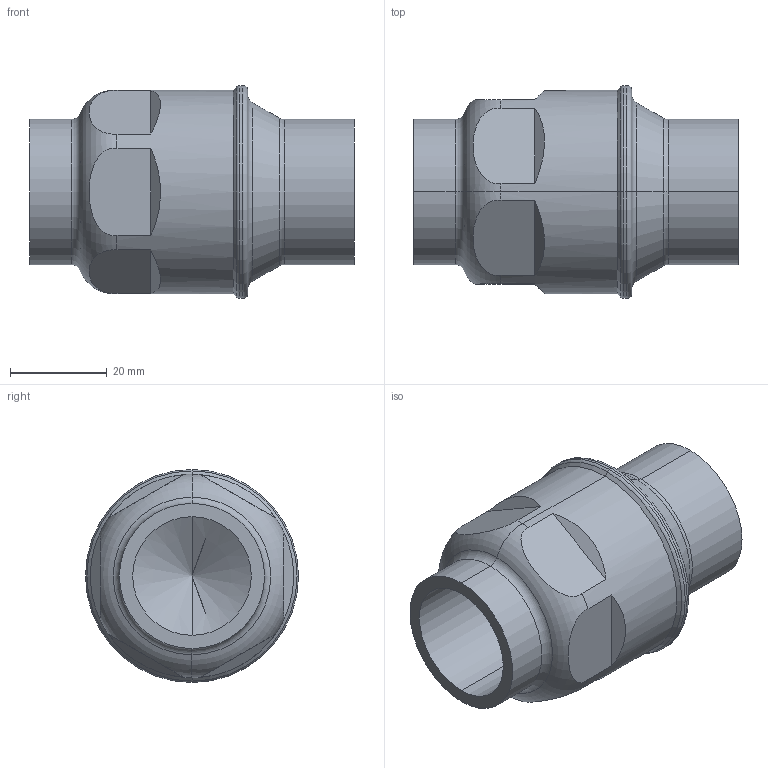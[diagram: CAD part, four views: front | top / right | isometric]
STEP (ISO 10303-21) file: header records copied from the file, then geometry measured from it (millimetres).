
FILE_DESCRIPTION (( 'STEP AP214' ), '1' );
FILE_NAME ('MO-IRDJA05A.STEP', '2018-09-18T08:36:07', ( '' ), ( '' ), 'SwSTEP 2.0', 'SolidWorks 2018', '' );
FILE_SCHEMA (( 'AUTOMOTIVE_DESIGN' ));
Length unit declared in the file: millimetre
Products named in the file (1): MO-IRDJA05A
Bounding box: 67 x 44 x 44 mm (x, y, z)
Volume: 48051.8 mm3; surface area: 13159.7 mm2
Topology: 1 solids, 1 shells, 47 faces, 108 edges, 62 vertices
Faces by surface type: plane 15, cylinder 12, torus 12, cone 8
Entity records: 1632 total; most frequent: CARTESIAN_POINT 502, DIRECTION 242, ORIENTED_EDGE 208, EDGE_CURVE 104, AXIS2_PLACEMENT_3D 102, VERTEX_POINT 62, CIRCLE 54, EDGE_LOOP 50
